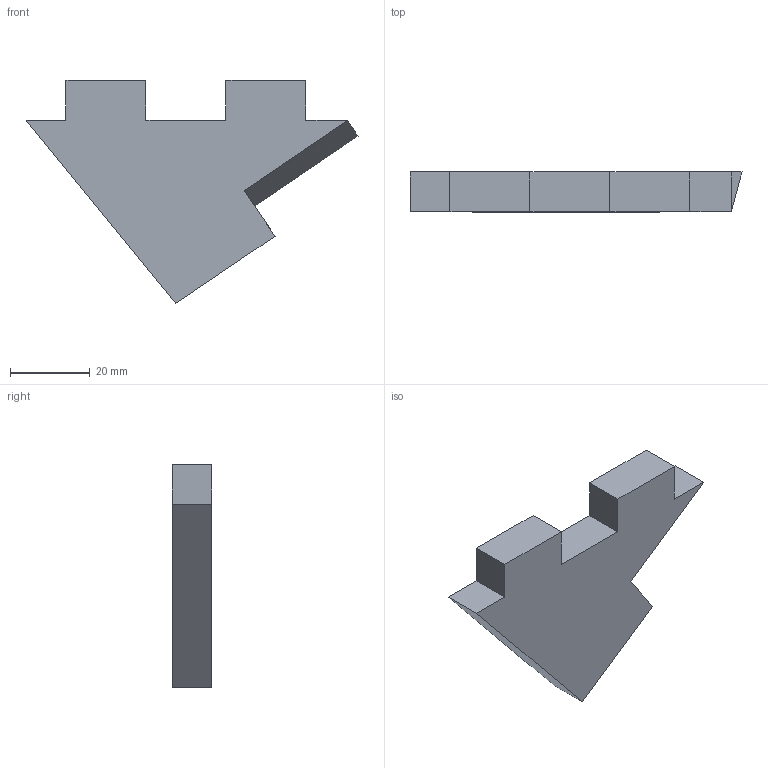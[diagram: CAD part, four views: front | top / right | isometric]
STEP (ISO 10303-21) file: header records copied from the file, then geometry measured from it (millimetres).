
FILE_DESCRIPTION (( 'STEP AP203' ), '1' );
FILE_NAME ('Right back plate.STEP', '2012-11-06T02:23:49', ( '' ), ( '' ), 'SwSTEP 2.0', 'SolidWorks 2011', '' );
FILE_SCHEMA (( 'CONFIG_CONTROL_DESIGN' ));
Length unit declared in the file: millimetre
Products named in the file (1): Right back plate
Bounding box: 83.03 x 10 x 55.83 mm (x, y, z)
Volume: 23070.5 mm3; surface area: 7193.4 mm2
Topology: 1 solids, 1 shells, 16 faces, 41 edges, 27 vertices
Faces by surface type: plane 16
Entity records: 554 total; most frequent: CARTESIAN_POINT 85, ORIENTED_EDGE 82, DIRECTION 75, VECTOR 41, EDGE_CURVE 41, LINE 41, VERTEX_POINT 27, AXIS2_PLACEMENT_3D 17
